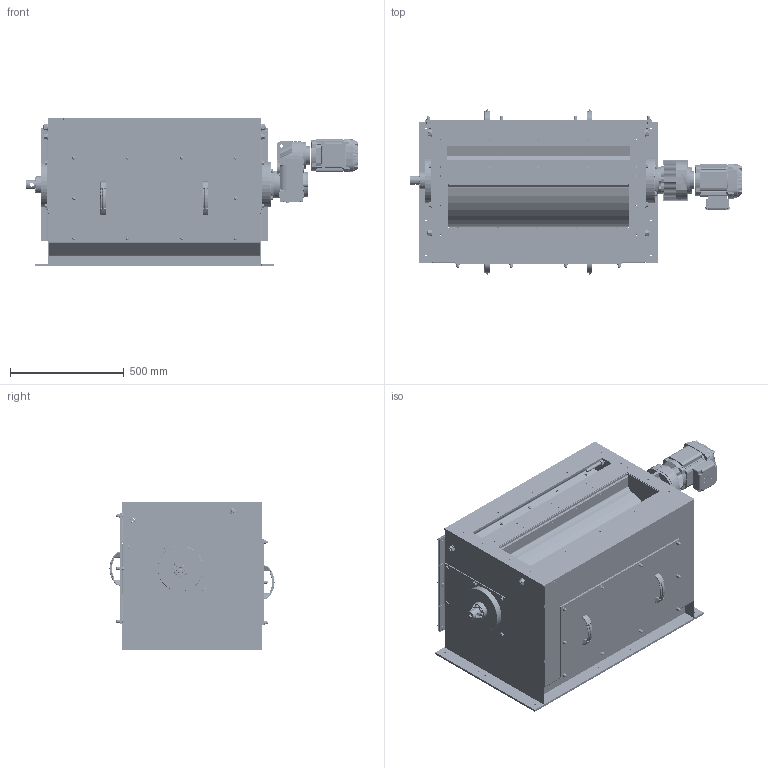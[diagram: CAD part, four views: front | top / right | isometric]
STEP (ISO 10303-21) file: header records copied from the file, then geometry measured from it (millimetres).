
FILE_DESCRIPTION(/* description */ (''),/* implementation_level */ '2;1');
FILE_NAME(/* name */ 'SRTK080044_A.stp',/* time_stamp */ '2023-11-20T12:23:38+01:00',/* author */ ('PH'),/* organization */ (''),/* preprocessor_version */ 'ST-DEVELOPER v18.1',/* originating_system */ 'Autodesk Inventor 2021',/* authorisation */ '');
FILE_SCHEMA (('AUTOMOTIVE_DESIGN { 1 0 10303 214 3 1 1 }'));
Products named in the file (1): SRTK080044_A
Bounding box: 1460.5 x 726.42 x 650 mm (x, y, z)
Volume: 46140805.9 mm3; surface area: 10890911.8 mm2
Topology: 3 solids, 4 shells, 4147 faces, 10170 edges, 6324 vertices
Faces by surface type: plane 2203, cylinder 966, cone 640, torus 139, bspline 129, sphere 70
Full cylindrical faces by diameter (mm): 4.134 x12, 4.917 x10, 5 x4, 5.2 x10, 6 x18, 6.5 x10, 6.6 x4, 6.647 x56, 7.323 x9, 8 x23, 8.2 x2, 8.376 x4, 8.4 x8, 8.5 x1, 9 x12, 9.188 x8, 9.9 x5, 10 x35, 10.5 x9, 11.4 x32, 12 x2, 12.5 x28, 13 x8, 13.835 x1, 14 x7, 15 x8, 15.4 x16, 16 x45, 17 x8, 17.294 x1
Entity records: 132897 total; most frequent: CARTESIAN_POINT 33531, ORIENTED_EDGE 20160, DIRECTION 19501, EDGE_CURVE 10086, AXIS2_PLACEMENT_3D 7155, VERTEX_POINT 6332, LINE 5191, VECTOR 5191
